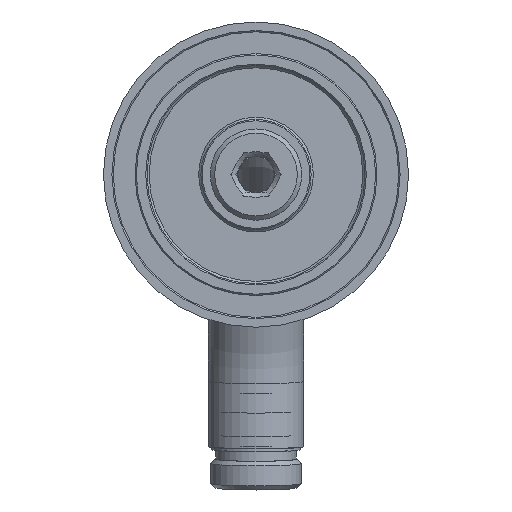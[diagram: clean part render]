
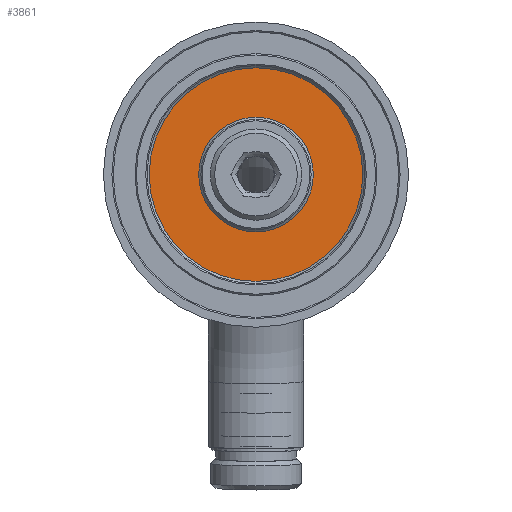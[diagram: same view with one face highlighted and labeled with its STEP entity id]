
A CAD part, left-side view. The second image highlights one B-rep face of the part: STEP entity #3861.
In plain terms, the highlighted face is planar.
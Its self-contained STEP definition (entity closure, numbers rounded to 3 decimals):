
#436=PLANE('',#4220);
#983=ORIENTED_EDGE('',*,*,#1325,.T.);
#984=ORIENTED_EDGE('',*,*,#1326,.T.);
#1325=EDGE_CURVE('',#1571,#1571,#1737,.F.);
#1326=EDGE_CURVE('',#1572,#1572,#1738,.T.);
#1571=VERTEX_POINT('',#6045);
#1572=VERTEX_POINT('',#6047);
#1737=CIRCLE('',#4221,13.15);
#1738=CIRCLE('',#4222,24.5);
#2010=EDGE_LOOP('',(#983));
#2011=EDGE_LOOP('',(#984));
#2317=FACE_BOUND('',#2010,.T.);
#2318=FACE_BOUND('',#2011,.T.);
#3861=ADVANCED_FACE('',(#2317,#2318),#436,.T.);
#4220=AXIS2_PLACEMENT_3D('',#6043,#4954,#4955);
#4221=AXIS2_PLACEMENT_3D('',#6044,#4956,#4957);
#4222=AXIS2_PLACEMENT_3D('',#6046,#4958,#4959);
#4954=DIRECTION('',(0.,-1.,0.));
#4955=DIRECTION('',(-1.,0.,0.));
#4956=DIRECTION('',(0.,-1.,0.));
#4957=DIRECTION('',(0.,0.,-1.));
#4958=DIRECTION('',(0.,-1.,0.));
#4959=DIRECTION('',(0.,0.,-1.));
#6043=CARTESIAN_POINT('',(0.,-1.9,0.));
#6044=CARTESIAN_POINT('',(0.,-1.9,0.));
#6045=CARTESIAN_POINT('',(0.,-1.9,-13.15));
#6046=CARTESIAN_POINT('',(0.,-1.9,0.));
#6047=CARTESIAN_POINT('',(0.,-1.9,-24.5));
